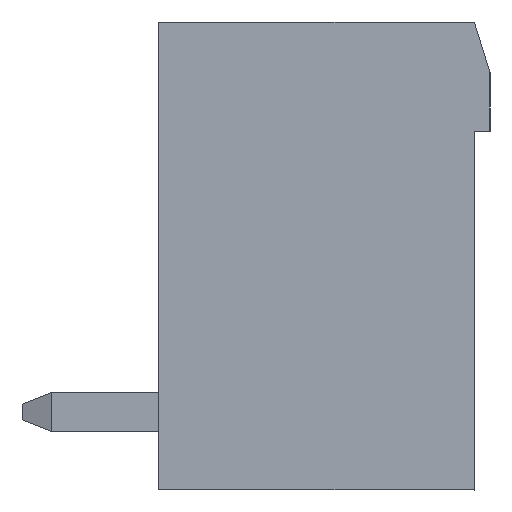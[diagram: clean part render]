
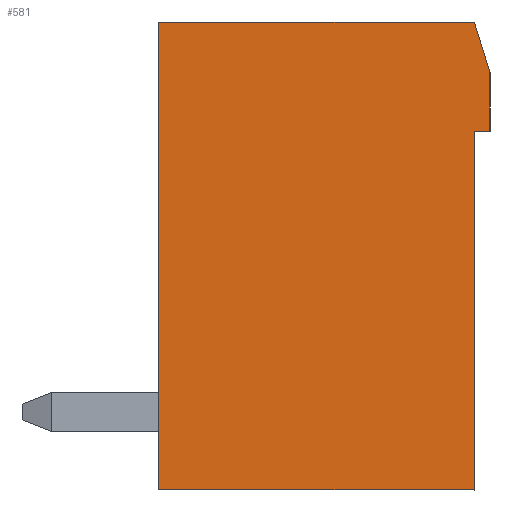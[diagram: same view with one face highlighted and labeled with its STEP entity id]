
A CAD part, left-side view. The second image highlights one B-rep face of the part: STEP entity #581.
In plain terms, the highlighted planar face has unit normal (-1, 0, 0).
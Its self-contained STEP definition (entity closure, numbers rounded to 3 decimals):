
#581 = ADVANCED_FACE( '', ( #1231 ), #1232, .T. );
#1231 = FACE_OUTER_BOUND( '', #1965, .T. );
#1232 = PLANE( '', #1966 );
#1965 = EDGE_LOOP( '', ( #3450, #3451, #3452, #3453, #3454, #3455, #3456 ) );
#1966 = AXIS2_PLACEMENT_3D( '', #3457, #3458, #3459 );
#3450 = ORIENTED_EDGE( '', *, *, #4970, .T. );
#3451 = ORIENTED_EDGE( '', *, *, #4956, .T. );
#3452 = ORIENTED_EDGE( '', *, *, #4997, .T. );
#3453 = ORIENTED_EDGE( '', *, *, #5148, .T. );
#3454 = ORIENTED_EDGE( '', *, *, #5149, .T. );
#3455 = ORIENTED_EDGE( '', *, *, #5150, .T. );
#3456 = ORIENTED_EDGE( '', *, *, #5151, .T. );
#3457 = CARTESIAN_POINT( '', ( -16.24, 0., 0. ) );
#3458 = DIRECTION( '', ( -1., 0., 0. ) );
#3459 = DIRECTION( '', ( 0., 0., 1. ) );
#4956 = EDGE_CURVE( '', #6130, #6128, #6131, .T. );
#4970 = EDGE_CURVE( '', #6147, #6130, #6149, .T. );
#4997 = EDGE_CURVE( '', #6128, #6189, #6190, .T. );
#5148 = EDGE_CURVE( '', #6189, #6411, #6412, .T. );
#5149 = EDGE_CURVE( '', #6411, #6413, #6414, .T. );
#5150 = EDGE_CURVE( '', #6413, #6415, #6416, .T. );
#5151 = EDGE_CURVE( '', #6415, #6147, #6417, .T. );
#6128 = VERTEX_POINT( '', #7757 );
#6130 = VERTEX_POINT( '', #7760 );
#6131 = LINE( '', #7761, #7762 );
#6147 = VERTEX_POINT( '', #7787 );
#6149 = LINE( '', #7790, #7791 );
#6189 = VERTEX_POINT( '', #7849 );
#6190 = LINE( '', #7850, #7851 );
#6411 = VERTEX_POINT( '', #8178 );
#6412 = LINE( '', #8179, #8180 );
#6413 = VERTEX_POINT( '', #8181 );
#6414 = LINE( '', #8182, #8183 );
#6415 = VERTEX_POINT( '', #8184 );
#6416 = LINE( '', #8185, #8186 );
#6417 = LINE( '', #8187, #8188 );
#7757 = CARTESIAN_POINT( '', ( -16.24, 4.05, 6. ) );
#7760 = CARTESIAN_POINT( '', ( -16.24, -4.05, 6. ) );
#7761 = CARTESIAN_POINT( '', ( -16.24, -4.05, 6. ) );
#7762 = VECTOR( '', #9030, 1000. );
#7787 = CARTESIAN_POINT( '', ( -16.24, -4.45, 4.7 ) );
#7790 = CARTESIAN_POINT( '', ( -16.24, -4.45, 4.7 ) );
#7791 = VECTOR( '', #9041, 1000. );
#7849 = CARTESIAN_POINT( '', ( -16.24, 4.05, -6. ) );
#7850 = CARTESIAN_POINT( '', ( -16.24, 4.05, 6. ) );
#7851 = VECTOR( '', #9066, 1000. );
#8178 = CARTESIAN_POINT( '', ( -16.24, -4.05, -6. ) );
#8179 = CARTESIAN_POINT( '', ( -16.24, 4.05, -6. ) );
#8180 = VECTOR( '', #9194, 1000. );
#8181 = CARTESIAN_POINT( '', ( -16.24, -4.05, 3.2 ) );
#8182 = CARTESIAN_POINT( '', ( -16.24, -4.05, -6. ) );
#8183 = VECTOR( '', #9195, 1000. );
#8184 = CARTESIAN_POINT( '', ( -16.24, -4.45, 3.2 ) );
#8185 = CARTESIAN_POINT( '', ( -16.24, -4.05, 3.2 ) );
#8186 = VECTOR( '', #9196, 1000. );
#8187 = CARTESIAN_POINT( '', ( -16.24, -4.45, 3.2 ) );
#8188 = VECTOR( '', #9197, 1000. );
#9030 = DIRECTION( '', ( 0., 1., 0. ) );
#9041 = DIRECTION( '', ( 0., 0.294, 0.956 ) );
#9066 = DIRECTION( '', ( 0., 0., -1. ) );
#9194 = DIRECTION( '', ( 0., -1., 0. ) );
#9195 = DIRECTION( '', ( 0., 0., 1. ) );
#9196 = DIRECTION( '', ( 0., -1., 0. ) );
#9197 = DIRECTION( '', ( 0., 0., 1. ) );
